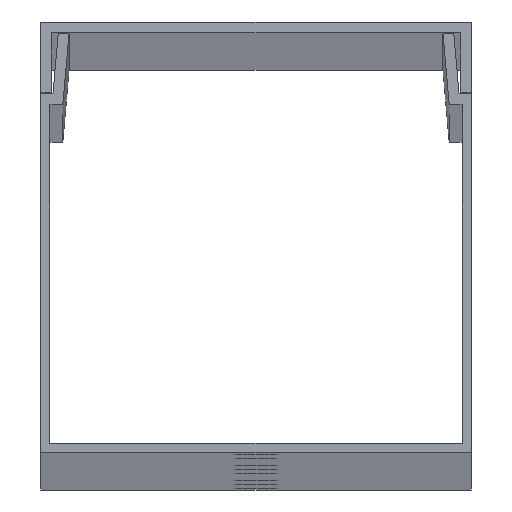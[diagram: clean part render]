
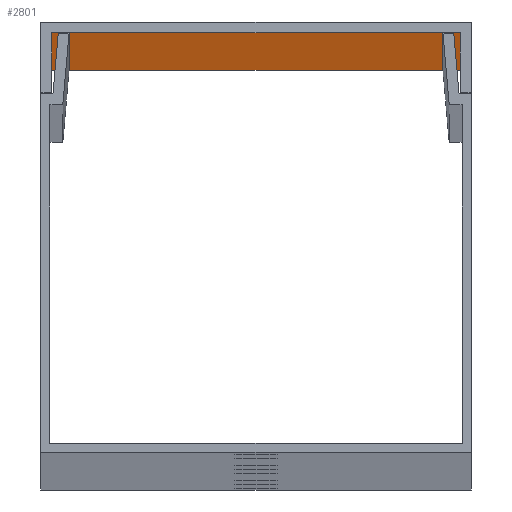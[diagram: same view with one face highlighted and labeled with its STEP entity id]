
A CAD part, top view. The second image highlights one B-rep face of the part: STEP entity #2801.
In plain terms, the highlighted planar face has unit normal (0, -1, 0).
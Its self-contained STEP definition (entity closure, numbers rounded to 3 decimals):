
#48 = CARTESIAN_POINT ( 'NONE',  ( 0., 39.006, 1000. ) ) ;
#126 = LINE ( 'NONE', #2481, #1406 ) ;
#303 = CARTESIAN_POINT ( 'NONE',  ( 0., 39.006, -1000. ) ) ;
#399 = EDGE_CURVE ( 'NONE', #1420, #973, #2817, .T. ) ;
#570 = VECTOR ( 'NONE', #1321, 1000. ) ;
#579 = ORIENTED_EDGE ( 'NONE', *, *, #681, .T. ) ;
#633 = LINE ( 'NONE', #1096, #570 ) ;
#641 = LINE ( 'NONE', #48, #1183 ) ;
#646 = CARTESIAN_POINT ( 'NONE',  ( 0., 39.006, 1000. ) ) ;
#681 = EDGE_CURVE ( 'NONE', #2172, #2430, #641, .T. ) ;
#883 = PLANE ( 'NONE',  #2143 ) ;
#973 = VERTEX_POINT ( 'NONE', #1327 ) ;
#1071 = CARTESIAN_POINT ( 'NONE',  ( -19., 39.006, 1000. ) ) ;
#1096 = CARTESIAN_POINT ( 'NONE',  ( -19., 39.006, 1000. ) ) ;
#1138 = DIRECTION ( 'NONE',  ( 0., 0., -1. ) ) ;
#1183 = VECTOR ( 'NONE', #1863, 1000. ) ;
#1236 = DIRECTION ( 'NONE',  ( -1., 0., 0. ) ) ;
#1321 = DIRECTION ( 'NONE',  ( 0., 0., -1. ) ) ;
#1327 = CARTESIAN_POINT ( 'NONE',  ( -19., 39.006, -1000. ) ) ;
#1406 = VECTOR ( 'NONE', #1138, 1000. ) ;
#1420 = VERTEX_POINT ( 'NONE', #1520 ) ;
#1520 = CARTESIAN_POINT ( 'NONE',  ( 19., 39.006, -1000. ) ) ;
#1568 = DIRECTION ( 'NONE',  ( 0., 0., -1. ) ) ;
#1618 = VECTOR ( 'NONE', #1236, 1000. ) ;
#1746 = EDGE_CURVE ( 'NONE', #2172, #1420, #126, .T. ) ;
#1772 = EDGE_CURVE ( 'NONE', #2430, #973, #633, .T. ) ;
#1839 = EDGE_LOOP ( 'NONE', ( #2512, #2761, #579, #2585 ) ) ;
#1863 = DIRECTION ( 'NONE',  ( -1., 0., 0. ) ) ;
#2143 = AXIS2_PLACEMENT_3D ( 'NONE', #646, #2918, #1568 ) ;
#2172 = VERTEX_POINT ( 'NONE', #2776 ) ;
#2430 = VERTEX_POINT ( 'NONE', #1071 ) ;
#2481 = CARTESIAN_POINT ( 'NONE',  ( 19., 39.006, 1000. ) ) ;
#2512 = ORIENTED_EDGE ( 'NONE', *, *, #399, .F. ) ;
#2585 = ORIENTED_EDGE ( 'NONE', *, *, #1772, .T. ) ;
#2761 = ORIENTED_EDGE ( 'NONE', *, *, #1746, .F. ) ;
#2776 = CARTESIAN_POINT ( 'NONE',  ( 19., 39.006, 1000. ) ) ;
#2801 = ADVANCED_FACE ( 'NONE', ( #2815 ), #883, .T. ) ;
#2815 = FACE_OUTER_BOUND ( 'NONE', #1839, .T. ) ;
#2817 = LINE ( 'NONE', #303, #1618 ) ;
#2918 = DIRECTION ( 'NONE',  ( 0., -1., 0. ) ) ;
